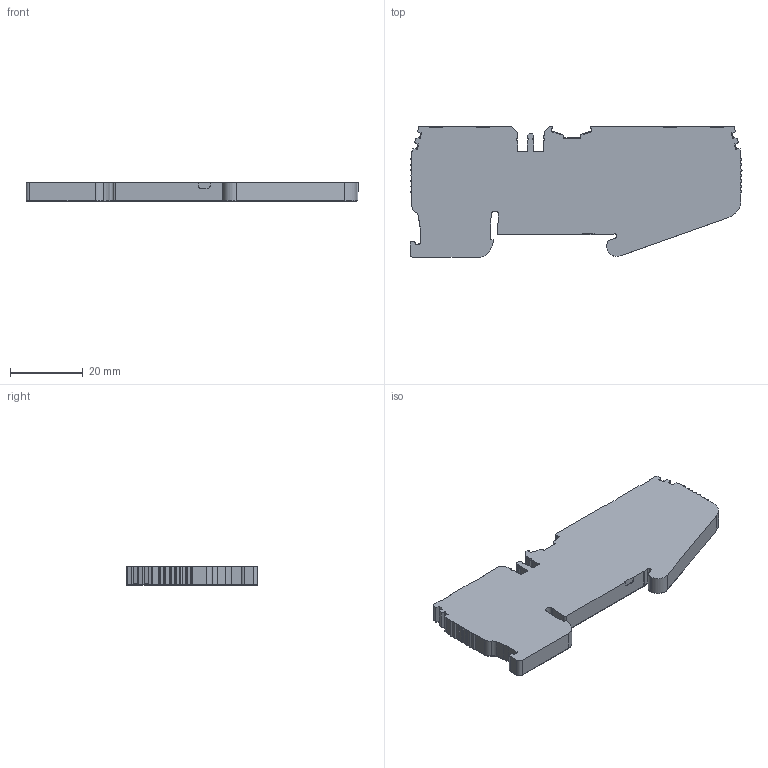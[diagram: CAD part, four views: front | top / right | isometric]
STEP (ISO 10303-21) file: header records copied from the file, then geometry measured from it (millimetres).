
FILE_DESCRIPTION (( 'STEP AP203' ), '1' );
FILE_NAME ('KN-P25CDA-2-2-25.step', '2025-04-29T14:06:55', ( '' ), ( '' ), 'SwSTEP 2.0', 'SolidWorks 2024', '' );
FILE_SCHEMA (( 'CONFIG_CONTROL_DESIGN' ));
Length unit declared in the file: inch
Products named in the file (1): KN-P25CDA-2-2-25
Bounding box: 91.5 x 36.07 x 5.15 mm (x, y, z)
Volume: 14005.4 mm3; surface area: 7145 mm2
Topology: 1 solids, 1 shells, 748 faces, 2138 edges, 1395 vertices
Faces by surface type: plane 386, cylinder 291, bspline 59, cone 12
Entity records: 25352 total; most frequent: CARTESIAN_POINT 5863, ORIENTED_EDGE 4244, DIRECTION 3936, EDGE_CURVE 2122, VERTEX_POINT 1395, LINE 1386, VECTOR 1386, AXIS2_PLACEMENT_3D 1275
